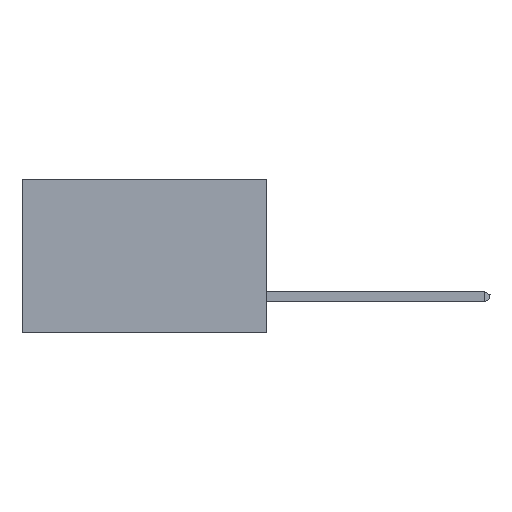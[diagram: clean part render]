
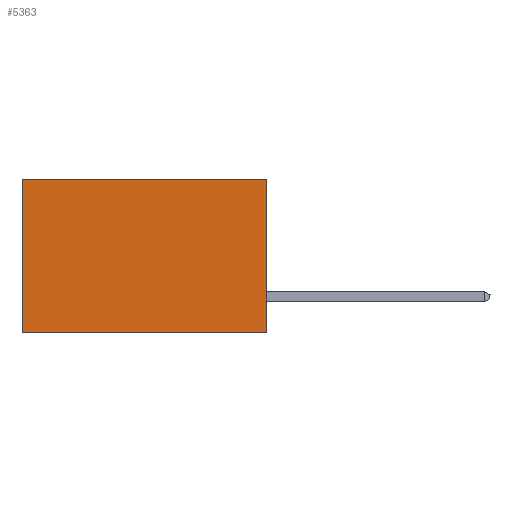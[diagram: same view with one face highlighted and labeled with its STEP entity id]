
A CAD part, left-side view. The second image highlights one B-rep face of the part: STEP entity #5363.
In plain terms, the highlighted planar face has unit normal (-1, 0, 0).
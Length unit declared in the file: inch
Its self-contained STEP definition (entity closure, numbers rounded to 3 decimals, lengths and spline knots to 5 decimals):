
#17 = CARTESIAN_POINT ( 'NONE',  ( 0.2875, 0.6, -0.375 ) ) ;
#54 = CARTESIAN_POINT ( 'NONE',  ( 0.2875, 0.6, 0. ) ) ;
#156 = ORIENTED_EDGE ( 'NONE', *, *, #2926, .F. ) ;
#202 = LINE ( 'NONE', #17333, #10696 ) ;
#1509 = DIRECTION ( 'NONE',  ( 0., 0., -1. ) ) ;
#2793 = VERTEX_POINT ( 'NONE', #17 ) ;
#2926 = EDGE_CURVE ( 'NONE', #5403, #4596, #15936, .T. ) ;
#4569 = FACE_OUTER_BOUND ( 'NONE', #11278, .T. ) ;
#4596 = VERTEX_POINT ( 'NONE', #16163 ) ;
#5215 = AXIS2_PLACEMENT_3D ( 'NONE', #17573, #9371, #13518 ) ;
#5363 = ADVANCED_FACE ( 'NONE', ( #4569 ), #8003, .F. ) ;
#5403 = VERTEX_POINT ( 'NONE', #13914 ) ;
#6127 = LINE ( 'NONE', #15111, #11291 ) ;
#7247 = DIRECTION ( 'NONE',  ( 0., 1., 0. ) ) ;
#8003 = PLANE ( 'NONE',  #5215 ) ;
#8267 = VERTEX_POINT ( 'NONE', #54 ) ;
#9371 = DIRECTION ( 'NONE',  ( 1., 0., 0. ) ) ;
#9686 = CARTESIAN_POINT ( 'NONE',  ( 0.2875, 0.6, -0.375 ) ) ;
#10696 = VECTOR ( 'NONE', #16094, 39.37008 ) ;
#11224 = EDGE_CURVE ( 'NONE', #8267, #2793, #15676, .T. ) ;
#11278 = EDGE_LOOP ( 'NONE', ( #17668, #13554, #156, #15542 ) ) ;
#11291 = VECTOR ( 'NONE', #7247, 39.37008 ) ;
#11372 = DIRECTION ( 'NONE',  ( 0., 0., -1. ) ) ;
#12762 = EDGE_CURVE ( 'NONE', #4596, #2793, #202, .T. ) ;
#13112 = VECTOR ( 'NONE', #1509, 39.37008 ) ;
#13518 = DIRECTION ( 'NONE',  ( 0., 0., -1. ) ) ;
#13554 = ORIENTED_EDGE ( 'NONE', *, *, #12762, .F. ) ;
#13868 = EDGE_CURVE ( 'NONE', #5403, #8267, #6127, .T. ) ;
#13914 = CARTESIAN_POINT ( 'NONE',  ( 0.2875, 0., 0. ) ) ;
#14064 = CARTESIAN_POINT ( 'NONE',  ( 0.2875, 0., -0.375 ) ) ;
#15111 = CARTESIAN_POINT ( 'NONE',  ( 0.2875, 0., 0. ) ) ;
#15542 = ORIENTED_EDGE ( 'NONE', *, *, #13868, .T. ) ;
#15676 = LINE ( 'NONE', #9686, #13112 ) ;
#15730 = VECTOR ( 'NONE', #11372, 39.37008 ) ;
#15936 = LINE ( 'NONE', #14064, #15730 ) ;
#16094 = DIRECTION ( 'NONE',  ( 0., 1., 0. ) ) ;
#16163 = CARTESIAN_POINT ( 'NONE',  ( 0.2875, 0., -0.375 ) ) ;
#17333 = CARTESIAN_POINT ( 'NONE',  ( 0.2875, 0., -0.375 ) ) ;
#17573 = CARTESIAN_POINT ( 'NONE',  ( 0.2875, 0., -0.375 ) ) ;
#17668 = ORIENTED_EDGE ( 'NONE', *, *, #11224, .T. ) ;
